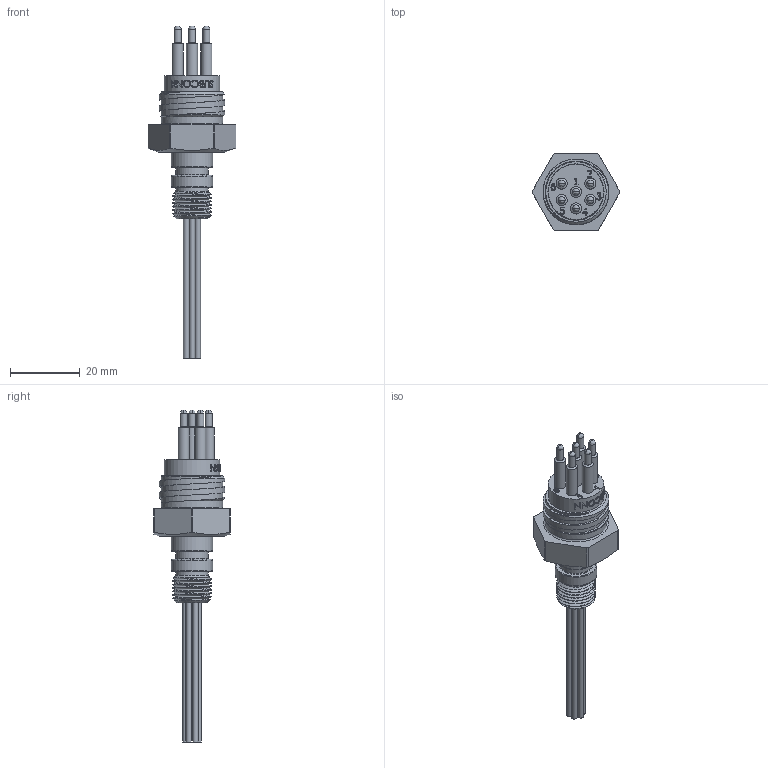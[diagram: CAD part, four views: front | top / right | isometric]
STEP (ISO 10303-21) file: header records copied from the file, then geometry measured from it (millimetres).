
FILE_DESCRIPTION(/* description */ (''),/* implementation_level */ '2;1');
FILE_NAME(/* name */ 'MCBH6M 2 O-ring 22mm Hex.stp',/* time_stamp */ '2014-11-26T12:57:07+01:00',/* author */ ('sh'),/* organization */ (''),/* preprocessor_version */ 'ST-DEVELOPER v15.2',/* originating_system */ 'Autodesk Inventor 2014',/* authorisation */ '');
FILE_SCHEMA (('AUTOMOTIVE_DESIGN { 1 0 10303 214 3 1 1 }'));
Length unit declared in the file: millimetre
Products named in the file (1): MCBH6M 2 O-ring 22mm Hex
Bounding box: 25.24 x 22 x 95.35 mm (x, y, z)
Volume: 9116.4 mm3; surface area: 9014.2 mm2
Topology: 14 solids, 14 shells, 367 faces, 919 edges, 612 vertices
Faces by surface type: plane 137, bspline 135, cylinder 60, cone 22, torus 13
Full cylindrical faces by diameter (mm): 1.321 x6, 1.575 x6, 1.981 x6, 1.986 x6, 3.175 x6, 5.537 x1, 7.264 x1, 9.322 x1, 9.398 x1, 11.918 x2, 13.5 x1, 15.875 x1, 15.9 x1, 17.704 x1, 17.971 x1
Entity records: 19468 total; most frequent: CARTESIAN_POINT 11578, ORIENTED_EDGE 1622, DIRECTION 1180, EDGE_CURVE 811, VERTEX_POINT 578, EDGE_LOOP 473, AXIS2_PLACEMENT_3D 417, STYLED_ITEM 368
